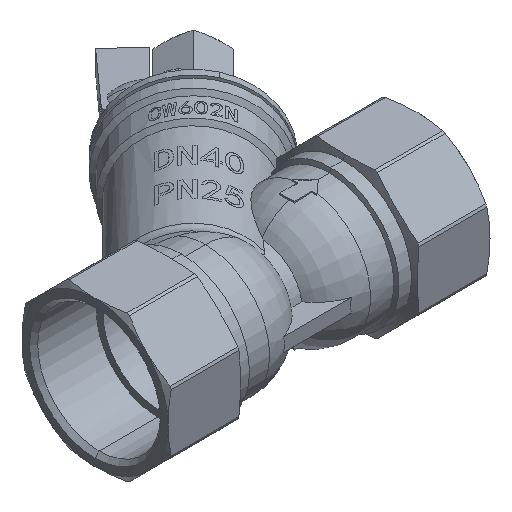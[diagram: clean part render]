
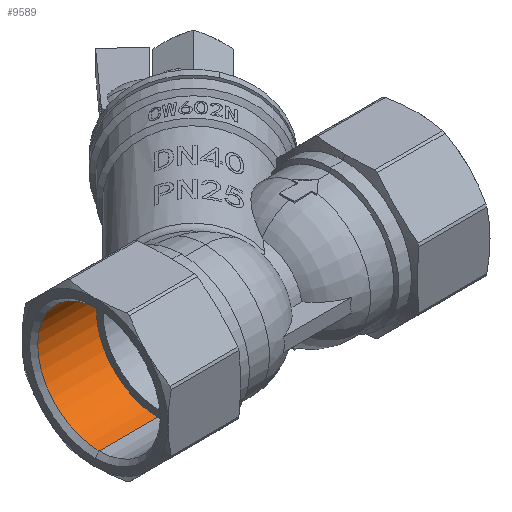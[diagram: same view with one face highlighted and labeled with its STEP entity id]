
A CAD part, isometric view. The second image highlights one B-rep face of the part: STEP entity #9589.
In plain terms, the highlighted cylindrical face has radius 22.5 mm (diameter 45 mm), a partial arc.
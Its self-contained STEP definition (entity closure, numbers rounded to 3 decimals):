
#651 = CYLINDRICAL_SURFACE ( 'NONE', #61009, 22.5 ) ;
#2487 = VECTOR ( 'NONE', #55565, 1000. ) ;
#4843 = CARTESIAN_POINT ( 'NONE',  ( -36., 0., 22.5 ) ) ;
#5890 = FACE_OUTER_BOUND ( 'NONE', #61564, .T. ) ;
#9130 = DIRECTION ( 'NONE',  ( -1., 0., 0. ) ) ;
#9132 = CARTESIAN_POINT ( 'NONE',  ( 0., 0., 22.5 ) ) ;
#9589 = ADVANCED_FACE ( 'NONE', ( #5890 ), #651, .F. ) ;
#10724 = DIRECTION ( 'NONE',  ( -1., 0., 0. ) ) ;
#11276 = ORIENTED_EDGE ( 'NONE', *, *, #70615, .T. ) ;
#12322 = CARTESIAN_POINT ( 'NONE',  ( 0., 0., 0. ) ) ;
#12551 = DIRECTION ( 'NONE',  ( 0., 0., 1. ) ) ;
#13856 = ORIENTED_EDGE ( 'NONE', *, *, #34807, .F. ) ;
#15587 = LINE ( 'NONE', #61027, #2487 ) ;
#15983 = LINE ( 'NONE', #9132, #59764 ) ;
#17308 = ORIENTED_EDGE ( 'NONE', *, *, #53443, .F. ) ;
#19125 = CIRCLE ( 'NONE', #71001, 22.5 ) ;
#20863 = CARTESIAN_POINT ( 'NONE',  ( -57.5, 0., 22.5 ) ) ;
#24666 = DIRECTION ( 'NONE',  ( -1., 0., 0. ) ) ;
#25619 = DIRECTION ( 'NONE',  ( -1., 0., 0. ) ) ;
#32758 = CIRCLE ( 'NONE', #69775, 22.5 ) ;
#34807 = EDGE_CURVE ( 'NONE', #38565, #69622, #15587, .T. ) ;
#38565 = VERTEX_POINT ( 'NONE', #55002 ) ;
#42164 = CARTESIAN_POINT ( 'NONE',  ( -57.5, 0., -22.5 ) ) ;
#42247 = CARTESIAN_POINT ( 'NONE',  ( -57.5, 0., 0. ) ) ;
#46110 = EDGE_CURVE ( 'NONE', #63453, #69622, #19125, .T. ) ;
#47703 = DIRECTION ( 'NONE',  ( 0., 0., 1. ) ) ;
#53443 = EDGE_CURVE ( 'NONE', #56410, #38565, #32758, .T. ) ;
#55002 = CARTESIAN_POINT ( 'NONE',  ( -36., 0., -22.5 ) ) ;
#55565 = DIRECTION ( 'NONE',  ( -1., 0., 0. ) ) ;
#56410 = VERTEX_POINT ( 'NONE', #4843 ) ;
#57507 = CARTESIAN_POINT ( 'NONE',  ( -36., 0., 0. ) ) ;
#58565 = ORIENTED_EDGE ( 'NONE', *, *, #46110, .T. ) ;
#59764 = VECTOR ( 'NONE', #25619, 1000. ) ;
#61009 = AXIS2_PLACEMENT_3D ( 'NONE', #12322, #10724, #12551 ) ;
#61027 = CARTESIAN_POINT ( 'NONE',  ( 0., 0., -22.5 ) ) ;
#61564 = EDGE_LOOP ( 'NONE', ( #13856, #17308, #11276, #58565 ) ) ;
#62961 = DIRECTION ( 'NONE',  ( 0., 0., 1. ) ) ;
#63453 = VERTEX_POINT ( 'NONE', #20863 ) ;
#69622 = VERTEX_POINT ( 'NONE', #42164 ) ;
#69775 = AXIS2_PLACEMENT_3D ( 'NONE', #57507, #24666, #62961 ) ;
#70615 = EDGE_CURVE ( 'NONE', #56410, #63453, #15983, .T. ) ;
#71001 = AXIS2_PLACEMENT_3D ( 'NONE', #42247, #9130, #47703 ) ;
